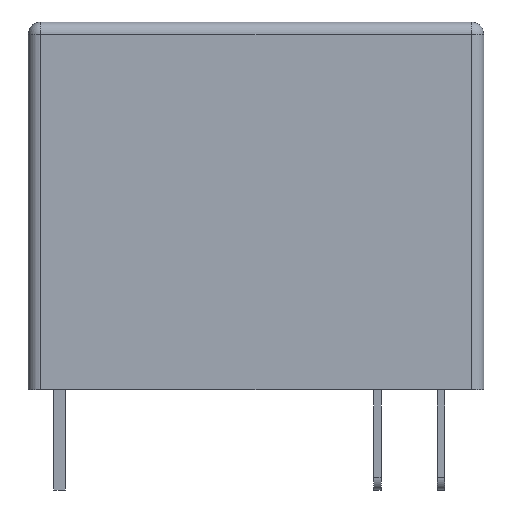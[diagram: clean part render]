
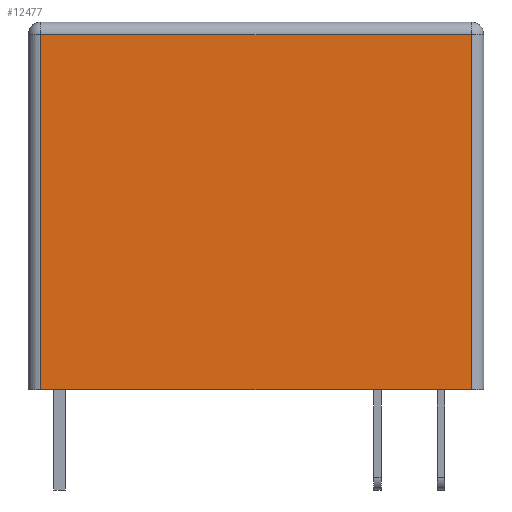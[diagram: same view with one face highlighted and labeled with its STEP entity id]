
A CAD part, front view. The second image highlights one B-rep face of the part: STEP entity #12477.
In plain terms, the highlighted planar face has unit normal (0, -1, 0).
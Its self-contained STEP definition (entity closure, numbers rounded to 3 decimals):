
#747 = LINE ( 'NONE', #12100, #3292 ) ;
#1021 = CARTESIAN_POINT ( 'NONE',  ( -9.1, -5.1, 14.7 ) ) ;
#1066 = ORIENTED_EDGE ( 'NONE', *, *, #2470, .T. ) ;
#1126 = VERTEX_POINT ( 'NONE', #7675 ) ;
#1335 = VECTOR ( 'NONE', #12803, 1000. ) ;
#2470 = EDGE_CURVE ( 'NONE', #10505, #14625, #9161, .T. ) ;
#3188 = ORIENTED_EDGE ( 'NONE', *, *, #6598, .T. ) ;
#3292 = VECTOR ( 'NONE', #14551, 1000. ) ;
#3311 = DIRECTION ( 'NONE',  ( 0., 0., 1. ) ) ;
#3606 = EDGE_CURVE ( 'NONE', #13608, #10505, #14700, .T. ) ;
#3635 = EDGE_CURVE ( 'NONE', #14625, #1126, #747, .T. ) ;
#4058 = DIRECTION ( 'NONE',  ( 1., 0., 0. ) ) ;
#4274 = EDGE_LOOP ( 'NONE', ( #12534, #3188, #4962, #1066 ) ) ;
#4284 = VECTOR ( 'NONE', #4058, 1000. ) ;
#4962 = ORIENTED_EDGE ( 'NONE', *, *, #3606, .T. ) ;
#5922 = DIRECTION ( 'NONE',  ( 0., 0., -1. ) ) ;
#6598 = EDGE_CURVE ( 'NONE', #1126, #13608, #11787, .T. ) ;
#7019 = VECTOR ( 'NONE', #5922, 1000. ) ;
#7675 = CARTESIAN_POINT ( 'NONE',  ( -8.6, -5.1, 14.2 ) ) ;
#8310 = CARTESIAN_POINT ( 'NONE',  ( -8.6, -5.1, 14.7 ) ) ;
#9077 = CARTESIAN_POINT ( 'NONE',  ( 8.6, -5.1, 0. ) ) ;
#9161 = LINE ( 'NONE', #10448, #1335 ) ;
#10084 = PLANE ( 'NONE',  #15095 ) ;
#10376 = DIRECTION ( 'NONE',  ( 0., 1., 0. ) ) ;
#10448 = CARTESIAN_POINT ( 'NONE',  ( 8.6, -5.1, 14.7 ) ) ;
#10505 = VERTEX_POINT ( 'NONE', #9077 ) ;
#10539 = CARTESIAN_POINT ( 'NONE',  ( -8.6, -5.1, 0. ) ) ;
#11077 = FACE_OUTER_BOUND ( 'NONE', #4274, .T. ) ;
#11787 = LINE ( 'NONE', #8310, #7019 ) ;
#12100 = CARTESIAN_POINT ( 'NONE',  ( -9.1, -5.1, 14.2 ) ) ;
#12252 = CARTESIAN_POINT ( 'NONE',  ( -9.1, -5.1, 0. ) ) ;
#12477 = ADVANCED_FACE ( 'NONE', ( #11077 ), #10084, .F. ) ;
#12534 = ORIENTED_EDGE ( 'NONE', *, *, #3635, .T. ) ;
#12803 = DIRECTION ( 'NONE',  ( 0., 0., 1. ) ) ;
#13608 = VERTEX_POINT ( 'NONE', #10539 ) ;
#13821 = CARTESIAN_POINT ( 'NONE',  ( 8.6, -5.1, 14.2 ) ) ;
#14551 = DIRECTION ( 'NONE',  ( -1., 0., 0. ) ) ;
#14625 = VERTEX_POINT ( 'NONE', #13821 ) ;
#14700 = LINE ( 'NONE', #12252, #4284 ) ;
#15095 = AXIS2_PLACEMENT_3D ( 'NONE', #1021, #10376, #3311 ) ;
